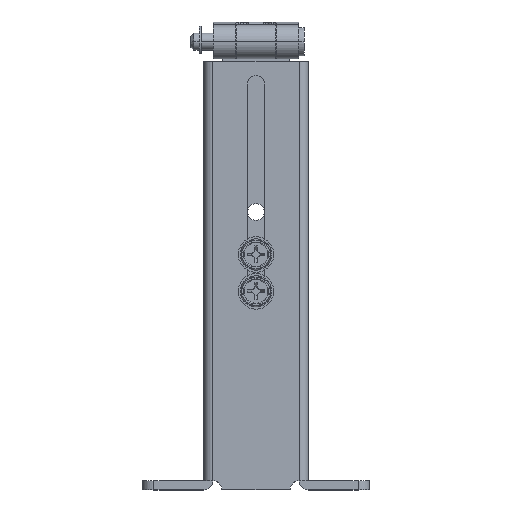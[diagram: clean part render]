
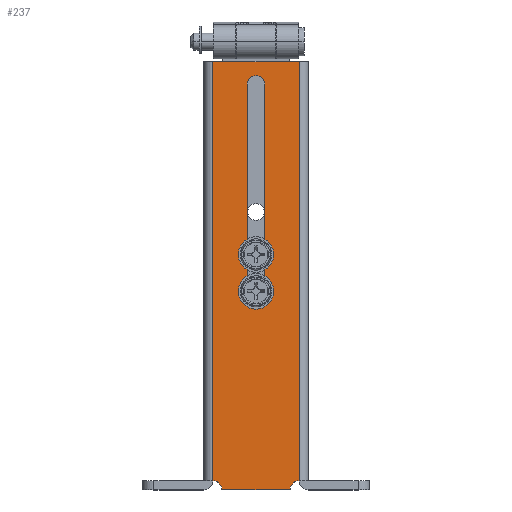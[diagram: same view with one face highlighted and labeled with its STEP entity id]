
A CAD part, top view. The second image highlights one B-rep face of the part: STEP entity #237.
In plain terms, the highlighted planar face has unit normal (0, 0, 1).
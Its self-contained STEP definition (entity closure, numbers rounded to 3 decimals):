
#22 = DIRECTION ( 'NONE',  ( 0., 0., 1. ) ) ;
#69 = CARTESIAN_POINT ( 'NONE',  ( -3.1, 70., 15. ) ) ;
#184 = CARTESIAN_POINT ( 'NONE',  ( 18.4, 151., 15. ) ) ;
#189 = EDGE_CURVE ( 'NONE', #4593, #5501, #3117, .T. ) ;
#231 = AXIS2_PLACEMENT_3D ( 'NONE', #1308, #463, #7834 ) ;
#237 = ADVANCED_FACE ( 'NONE', ( #6950, #5036 ), #1864, .F. ) ;
#332 = DIRECTION ( 'NONE',  ( 0., 0., 1. ) ) ;
#347 = DIRECTION ( 'NONE',  ( 0., 1., 0. ) ) ;
#452 = CIRCLE ( 'NONE', #1368, 3.2 ) ;
#463 = DIRECTION ( 'NONE',  ( 0., 0., 1. ) ) ;
#483 = DIRECTION ( 'NONE',  ( 1., 0., 0. ) ) ;
#528 = CIRCLE ( 'NONE', #231, 3.2 ) ;
#603 = ORIENTED_EDGE ( 'NONE', *, *, #4999, .F. ) ;
#867 = CARTESIAN_POINT ( 'NONE',  ( 0., 143., 15. ) ) ;
#1105 = EDGE_CURVE ( 'NONE', #6794, #4593, #4296, .T. ) ;
#1192 = CARTESIAN_POINT ( 'NONE',  ( 15.2, 151., 15. ) ) ;
#1244 = VERTEX_POINT ( 'NONE', #6580 ) ;
#1276 = DIRECTION ( 'NONE',  ( -1., 0., 0. ) ) ;
#1278 = ORIENTED_EDGE ( 'NONE', *, *, #7170, .T. ) ;
#1308 = CARTESIAN_POINT ( 'NONE',  ( -15.2, 0., 15. ) ) ;
#1323 = DIRECTION ( 'NONE',  ( 0., 0., 1. ) ) ;
#1368 = AXIS2_PLACEMENT_3D ( 'NONE', #2020, #332, #7698 ) ;
#1417 = DIRECTION ( 'NONE',  ( 0., -1., 0. ) ) ;
#1637 = CARTESIAN_POINT ( 'NONE',  ( 3.1, 70., 15. ) ) ;
#1864 = PLANE ( 'NONE',  #3892 ) ;
#1944 = VECTOR ( 'NONE', #347, 1000. ) ;
#2000 = VERTEX_POINT ( 'NONE', #7416 ) ;
#2020 = CARTESIAN_POINT ( 'NONE',  ( 15.2, 0., 15. ) ) ;
#2097 = VECTOR ( 'NONE', #5654, 1000. ) ;
#2120 = CARTESIAN_POINT ( 'NONE',  ( 18.4, 151., 15. ) ) ;
#2165 = CARTESIAN_POINT ( 'NONE',  ( 0., 70., 15. ) ) ;
#2215 = EDGE_CURVE ( 'NONE', #3492, #2840, #528, .T. ) ;
#2217 = VERTEX_POINT ( 'NONE', #6149 ) ;
#2221 = VECTOR ( 'NONE', #1276, 1000. ) ;
#2262 = LINE ( 'NONE', #7095, #2832 ) ;
#2268 = CARTESIAN_POINT ( 'NONE',  ( -3.1, 143., 15. ) ) ;
#2511 = EDGE_LOOP ( 'NONE', ( #3695, #3092, #7527, #3269 ) ) ;
#2832 = VECTOR ( 'NONE', #6273, 1000. ) ;
#2840 = VERTEX_POINT ( 'NONE', #5288 ) ;
#2864 = LINE ( 'NONE', #1192, #1944 ) ;
#2896 = VERTEX_POINT ( 'NONE', #4878 ) ;
#3092 = ORIENTED_EDGE ( 'NONE', *, *, #1105, .F. ) ;
#3117 = LINE ( 'NONE', #2268, #4529 ) ;
#3226 = AXIS2_PLACEMENT_3D ( 'NONE', #2165, #1323, #483 ) ;
#3269 = ORIENTED_EDGE ( 'NONE', *, *, #7291, .F. ) ;
#3313 = CARTESIAN_POINT ( 'NONE',  ( -3.1, 143., 15. ) ) ;
#3492 = VERTEX_POINT ( 'NONE', #7429 ) ;
#3598 = CARTESIAN_POINT ( 'NONE',  ( 3.1, 143., 15. ) ) ;
#3695 = ORIENTED_EDGE ( 'NONE', *, *, #189, .F. ) ;
#3712 = ORIENTED_EDGE ( 'NONE', *, *, #3727, .T. ) ;
#3727 = EDGE_CURVE ( 'NONE', #2217, #2840, #7534, .T. ) ;
#3887 = AXIS2_PLACEMENT_3D ( 'NONE', #867, #22, #7381 ) ;
#3892 = AXIS2_PLACEMENT_3D ( 'NONE', #184, #7560, #6698 ) ;
#4296 = CIRCLE ( 'NONE', #3887, 3.1 ) ;
#4529 = VECTOR ( 'NONE', #1417, 1000. ) ;
#4593 = VERTEX_POINT ( 'NONE', #3313 ) ;
#4640 = LINE ( 'NONE', #2120, #2221 ) ;
#4878 = CARTESIAN_POINT ( 'NONE',  ( 15.2, 151., 15. ) ) ;
#4999 = EDGE_CURVE ( 'NONE', #2000, #3492, #7296, .T. ) ;
#5021 = EDGE_CURVE ( 'NONE', #7632, #6794, #2262, .T. ) ;
#5026 = DIRECTION ( 'NONE',  ( 0., -1., 0. ) ) ;
#5036 = FACE_OUTER_BOUND ( 'NONE', #5948, .T. ) ;
#5288 = CARTESIAN_POINT ( 'NONE',  ( -15.2, 3.2, 15. ) ) ;
#5433 = VECTOR ( 'NONE', #5026, 1000. ) ;
#5501 = VERTEX_POINT ( 'NONE', #69 ) ;
#5654 = DIRECTION ( 'NONE',  ( -1., 0., 0. ) ) ;
#5861 = CARTESIAN_POINT ( 'NONE',  ( -15.2, 3.2, 15. ) ) ;
#5948 = EDGE_LOOP ( 'NONE', ( #6412, #7624, #1278, #3712, #8158, #603 ) ) ;
#6133 = EDGE_CURVE ( 'NONE', #1244, #2896, #2864, .T. ) ;
#6149 = CARTESIAN_POINT ( 'NONE',  ( -15.2, 151., 15. ) ) ;
#6273 = DIRECTION ( 'NONE',  ( 0., 1., 0. ) ) ;
#6412 = ORIENTED_EDGE ( 'NONE', *, *, #7064, .F. ) ;
#6466 = CARTESIAN_POINT ( 'NONE',  ( 18.4, 0., 15. ) ) ;
#6580 = CARTESIAN_POINT ( 'NONE',  ( 15.2, 3.2, 15. ) ) ;
#6698 = DIRECTION ( 'NONE',  ( 0., 1., 0. ) ) ;
#6769 = CIRCLE ( 'NONE', #3226, 3.1 ) ;
#6794 = VERTEX_POINT ( 'NONE', #3598 ) ;
#6950 = FACE_BOUND ( 'NONE', #2511, .T. ) ;
#7064 = EDGE_CURVE ( 'NONE', #1244, #2000, #452, .T. ) ;
#7095 = CARTESIAN_POINT ( 'NONE',  ( 3.1, 143., 15. ) ) ;
#7170 = EDGE_CURVE ( 'NONE', #2896, #2217, #4640, .T. ) ;
#7291 = EDGE_CURVE ( 'NONE', #5501, #7632, #6769, .T. ) ;
#7296 = LINE ( 'NONE', #6466, #2097 ) ;
#7381 = DIRECTION ( 'NONE',  ( 1., 0., 0. ) ) ;
#7416 = CARTESIAN_POINT ( 'NONE',  ( 12., 0., 15. ) ) ;
#7429 = CARTESIAN_POINT ( 'NONE',  ( -12., 0., 15. ) ) ;
#7527 = ORIENTED_EDGE ( 'NONE', *, *, #5021, .F. ) ;
#7534 = LINE ( 'NONE', #5861, #5433 ) ;
#7560 = DIRECTION ( 'NONE',  ( 0., 0., -1. ) ) ;
#7624 = ORIENTED_EDGE ( 'NONE', *, *, #6133, .T. ) ;
#7632 = VERTEX_POINT ( 'NONE', #1637 ) ;
#7698 = DIRECTION ( 'NONE',  ( 1., 0., 0. ) ) ;
#7834 = DIRECTION ( 'NONE',  ( -1., 0., 0. ) ) ;
#8158 = ORIENTED_EDGE ( 'NONE', *, *, #2215, .F. ) ;
